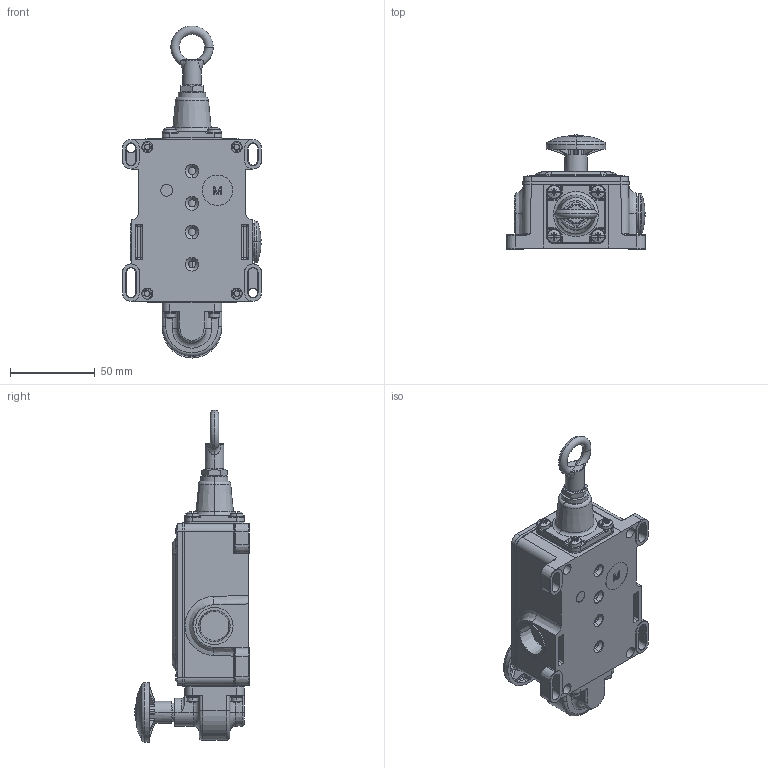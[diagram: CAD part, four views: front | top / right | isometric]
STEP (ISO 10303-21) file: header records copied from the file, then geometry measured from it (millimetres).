
FILE_DESCRIPTION((''),'2;1');
FILE_NAME('6012431883_SW0001','2008-10-23T',('K.Falk'),(''),'PRO/ENGINEER BY PARAMETRIC TECHNOLOGY CORPORATION, 2005070','PRO/ENGINEER BY PARAMETRIC TECHNOLOGY CORPORATION, 2005070','');
FILE_SCHEMA(('AUTOMOTIVE_DESIGN_CC2 { 1 2 10303 214 -1 1 5 2 }'));
Products named in the file (1): 6012431883_SW0001
Bounding box: 82 x 67.5 x 195.99 mm (x, y, z)
Surface area: 88640.4 mm2 (no closed solid volume)
Topology: 0 solids, 58 shells, 1581 faces, 4082 edges, 2499 vertices
Faces by surface type: plane 745, cylinder 307, cone 217, bspline 122, torus 104, sphere 86
Entity records: 78018 total; most frequent: CARTESIAN_POINT 17479, DIRECTION 7785, ORIENTED_EDGE 7386, PRESENTATION_STYLE_ASSIGNMENT 5644, STYLED_ITEM 4063, CURVE_STYLE 4026, EDGE_CURVE 4026, AXIS2_PLACEMENT_3D 2928
